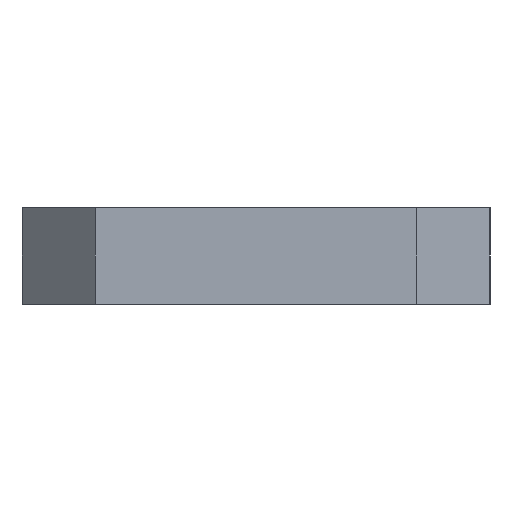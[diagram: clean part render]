
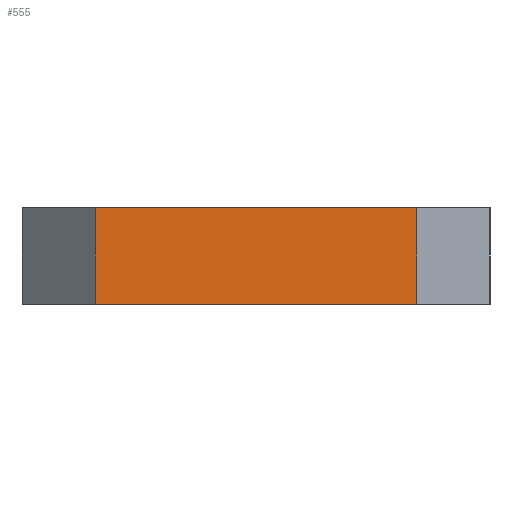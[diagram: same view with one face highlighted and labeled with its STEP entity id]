
A CAD part, left-side view. The second image highlights one B-rep face of the part: STEP entity #555.
In plain terms, the highlighted planar face has unit normal (-1, 0, 0).
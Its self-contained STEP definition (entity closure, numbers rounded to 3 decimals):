
#47=FACE_OUTER_BOUND('',#77,.T.);
#77=EDGE_LOOP('',(#459,#460,#461,#462));
#124=LINE('',#818,#196);
#147=LINE('',#870,#219);
#148=LINE('',#873,#220);
#149=LINE('',#874,#221);
#196=VECTOR('',#667,10.);
#219=VECTOR('',#714,10.);
#220=VECTOR('',#717,10.);
#221=VECTOR('',#718,10.);
#258=VERTEX_POINT('',#815);
#259=VERTEX_POINT('',#817);
#276=VERTEX_POINT('',#868);
#277=VERTEX_POINT('',#872);
#318=EDGE_CURVE('',#259,#258,#124,.T.);
#345=EDGE_CURVE('',#258,#276,#147,.T.);
#346=EDGE_CURVE('',#277,#276,#148,.T.);
#347=EDGE_CURVE('',#259,#277,#149,.T.);
#459=ORIENTED_EDGE('',*,*,#318,.T.);
#460=ORIENTED_EDGE('',*,*,#345,.T.);
#461=ORIENTED_EDGE('',*,*,#346,.F.);
#462=ORIENTED_EDGE('',*,*,#347,.F.);
#528=PLANE('',#600);
#555=ADVANCED_FACE('',(#47),#528,.T.);
#600=AXIS2_PLACEMENT_3D('',#871,#715,#716);
#667=DIRECTION('',(0.,1.,0.));
#714=DIRECTION('',(0.,0.,-1.));
#715=DIRECTION('center_axis',(-1.,0.,0.));
#716=DIRECTION('ref_axis',(0.,1.,0.));
#717=DIRECTION('',(0.,1.,0.));
#718=DIRECTION('',(0.,0.,-1.));
#815=CARTESIAN_POINT('',(-85.686,-105.8,4.652));
#817=CARTESIAN_POINT('',(-85.686,-119.8,4.652));
#818=CARTESIAN_POINT('',(-85.686,-124.652,4.652));
#868=CARTESIAN_POINT('',(-85.686,-105.8,0.452));
#870=CARTESIAN_POINT('',(-85.686,-105.8,4.652));
#871=CARTESIAN_POINT('Origin',(-85.686,-119.8,4.652));
#872=CARTESIAN_POINT('',(-85.686,-119.8,0.452));
#873=CARTESIAN_POINT('',(-85.686,-124.652,0.452));
#874=CARTESIAN_POINT('',(-85.686,-119.8,4.652));
